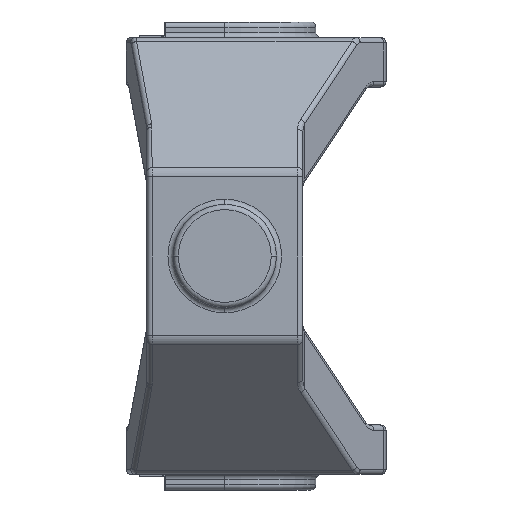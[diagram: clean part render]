
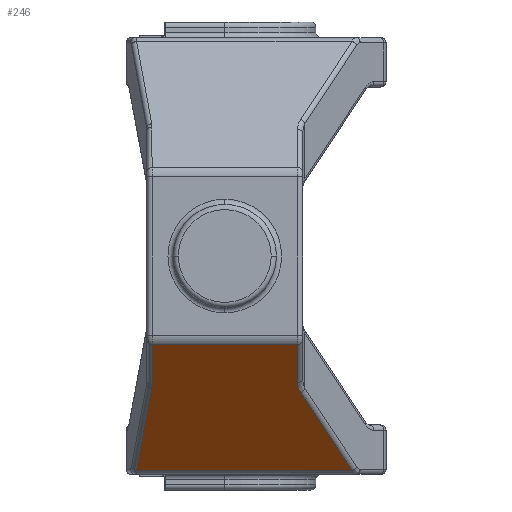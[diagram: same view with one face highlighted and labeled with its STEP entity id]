
A CAD part, left-side view. The second image highlights one B-rep face of the part: STEP entity #246.
In plain terms, the highlighted planar face has unit normal (-0.707, 0, -0.707).
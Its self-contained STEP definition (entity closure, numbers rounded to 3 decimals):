
#174 = ORIENTED_EDGE ( 'NONE', *, *, #9791, .T. ) ;
#246 = ADVANCED_FACE ( 'NONE', ( #6706 ), #10379, .F. ) ;
#500 = CARTESIAN_POINT ( 'NONE',  ( -91.604, 90.115, -50.896 ) ) ;
#772 = CARTESIAN_POINT ( 'NONE',  ( -91.604, 90.115, -50.896 ) ) ;
#807 = VERTEX_POINT ( 'NONE', #2933 ) ;
#818 = LINE ( 'NONE', #10522, #1099 ) ;
#1038 = EDGE_CURVE ( 'NONE', #3124, #807, #7678, .T. ) ;
#1099 = VECTOR ( 'NONE', #10478, 1000. ) ;
#1317 = VERTEX_POINT ( 'NONE', #2025 ) ;
#1516 = CARTESIAN_POINT ( 'NONE',  ( -93.915, 34., -48.585 ) ) ;
#1532 = CARTESIAN_POINT ( 'NONE',  ( -92.535, 34., -49.965 ) ) ;
#1546 = CARTESIAN_POINT ( 'NONE',  ( -91.212, 33.603, -51.288 ) ) ;
#1569 = CARTESIAN_POINT ( 'NONE',  ( -90.06, 32.843, -52.44 ) ) ;
#1860 = CARTESIAN_POINT ( 'NONE',  ( -92.445, 90., -50.055 ) ) ;
#2025 = CARTESIAN_POINT ( 'NONE',  ( -59.964, 95.934, -82.536 ) ) ;
#2933 = CARTESIAN_POINT ( 'NONE',  ( -93.915, 34., -48.585 ) ) ;
#3124 = VERTEX_POINT ( 'NONE', #10646 ) ;
#3592 = LINE ( 'NONE', #8345, #3651 ) ;
#3642 = ORIENTED_EDGE ( 'NONE', *, *, #9854, .T. ) ;
#3651 = VECTOR ( 'NONE', #8297, 1000. ) ;
#3659 = CARTESIAN_POINT ( 'NONE',  ( -92.87, 90., -49.63 ) ) ;
#3683 =( BOUNDED_CURVE ( )  B_SPLINE_CURVE ( 3, ( #9733, #1860, #5054, #772 ),
 .UNSPECIFIED., .F., .F. ) 
 B_SPLINE_CURVE_WITH_KNOTS ( ( 4, 4 ),
 ( 1.571, 1.753 ),
 .UNSPECIFIED. ) 
 CURVE ( )  GEOMETRIC_REPRESENTATION_ITEM ( )  RATIONAL_B_SPLINE_CURVE ( ( 1., 0.997, 0.997, 1. ) ) 
 REPRESENTATION_ITEM ( '' )  );
#3708 = VERTEX_POINT ( 'NONE', #3659 ) ;
#3898 = ORIENTED_EDGE ( 'NONE', *, *, #7260, .T. ) ;
#3907 = ORIENTED_EDGE ( 'NONE', *, *, #7119, .T. ) ;
#4154 = EDGE_CURVE ( 'NONE', #3708, #8219, #3683, .T. ) ;
#4456 = CARTESIAN_POINT ( 'NONE',  ( -59.964, 12.986, -82.536 ) ) ;
#4664 = VECTOR ( 'NONE', #6620, 1000. ) ;
#4694 = LINE ( 'NONE', #6624, #4664 ) ;
#5054 = CARTESIAN_POINT ( 'NONE',  ( -92.022, 90.039, -50.478 ) ) ;
#5391 = VECTOR ( 'NONE', #6092, 1000. ) ;
#5426 = AXIS2_PLACEMENT_3D ( 'NONE', #7897, #6648, #6125 ) ;
#5483 = VERTEX_POINT ( 'NONE', #7048 ) ;
#5845 = VECTOR ( 'NONE', #6580, 1000. ) ;
#6044 = EDGE_CURVE ( 'NONE', #1317, #11265, #8899, .T. ) ;
#6092 = DIRECTION ( 'NONE',  ( -0.641, 0.423, 0.641 ) ) ;
#6125 = DIRECTION ( 'NONE',  ( 0.707, 0., -0.707 ) ) ;
#6268 = CARTESIAN_POINT ( 'NONE',  ( -89.351, 32.375, -53.149 ) ) ;
#6336 = LINE ( 'NONE', #6268, #5391 ) ;
#6521 = CARTESIAN_POINT ( 'NONE',  ( -108.536, 100., -33.964 ) ) ;
#6580 = DIRECTION ( 'NONE',  ( 0., 1., 0. ) ) ;
#6620 = DIRECTION ( 'NONE',  ( -0.707, 0., 0.707 ) ) ;
#6624 = CARTESIAN_POINT ( 'NONE',  ( -58.5, 34., -84. ) ) ;
#6648 = DIRECTION ( 'NONE',  ( 0.707, 0., 0.707 ) ) ;
#6706 = FACE_OUTER_BOUND ( 'NONE', #10664, .T. ) ;
#6710 = EDGE_CURVE ( 'NONE', #8219, #1317, #818, .T. ) ;
#7048 = CARTESIAN_POINT ( 'NONE',  ( -108.536, 34., -33.964 ) ) ;
#7119 = EDGE_CURVE ( 'NONE', #9057, #3708, #3592, .T. ) ;
#7260 = EDGE_CURVE ( 'NONE', #807, #5483, #4694, .T. ) ;
#7678 =( BOUNDED_CURVE ( )  B_SPLINE_CURVE ( 3, ( #1569, #1546, #1532, #1516 ),
 .UNSPECIFIED., .F., .F. ) 
 B_SPLINE_CURVE_WITH_KNOTS ( ( 4, 4 ),
 ( 0.988, 1.571 ),
 .UNSPECIFIED. ) 
 CURVE ( )  GEOMETRIC_REPRESENTATION_ITEM ( )  RATIONAL_B_SPLINE_CURVE ( ( 1., 0.972, 0.972, 1. ) ) 
 REPRESENTATION_ITEM ( '' )  );
#7897 = CARTESIAN_POINT ( 'NONE',  ( -58.5, 100., -84. ) ) ;
#8053 = CARTESIAN_POINT ( 'NONE',  ( -59.964, 100., -82.536 ) ) ;
#8133 = DIRECTION ( 'NONE',  ( 0., -1., 0. ) ) ;
#8219 = VERTEX_POINT ( 'NONE', #500 ) ;
#8297 = DIRECTION ( 'NONE',  ( 0.707, 0., -0.707 ) ) ;
#8345 = CARTESIAN_POINT ( 'NONE',  ( -58.5, 90., -84. ) ) ;
#8574 = ORIENTED_EDGE ( 'NONE', *, *, #1038, .T. ) ;
#8899 = LINE ( 'NONE', #8053, #9379 ) ;
#8909 = LINE ( 'NONE', #6521, #5845 ) ;
#9057 = VERTEX_POINT ( 'NONE', #9426 ) ;
#9379 = VECTOR ( 'NONE', #8133, 1000. ) ;
#9426 = CARTESIAN_POINT ( 'NONE',  ( -108.536, 90., -33.964 ) ) ;
#9733 = CARTESIAN_POINT ( 'NONE',  ( -92.87, 90., -49.63 ) ) ;
#9791 = EDGE_CURVE ( 'NONE', #5483, #9057, #8909, .T. ) ;
#9827 = ORIENTED_EDGE ( 'NONE', *, *, #4154, .T. ) ;
#9848 = ORIENTED_EDGE ( 'NONE', *, *, #6710, .T. ) ;
#9854 = EDGE_CURVE ( 'NONE', #11265, #3124, #6336, .T. ) ;
#10379 = PLANE ( 'NONE',  #5426 ) ;
#10478 = DIRECTION ( 'NONE',  ( 0.701, 0.129, -0.701 ) ) ;
#10522 = CARTESIAN_POINT ( 'NONE',  ( -59.804, 95.964, -82.696 ) ) ;
#10646 = CARTESIAN_POINT ( 'NONE',  ( -90.06, 32.843, -52.44 ) ) ;
#10664 = EDGE_LOOP ( 'NONE', ( #9827, #9848, #11525, #3642, #8574, #3898, #174, #3907 ) ) ;
#11265 = VERTEX_POINT ( 'NONE', #4456 ) ;
#11525 = ORIENTED_EDGE ( 'NONE', *, *, #6044, .T. ) ;
